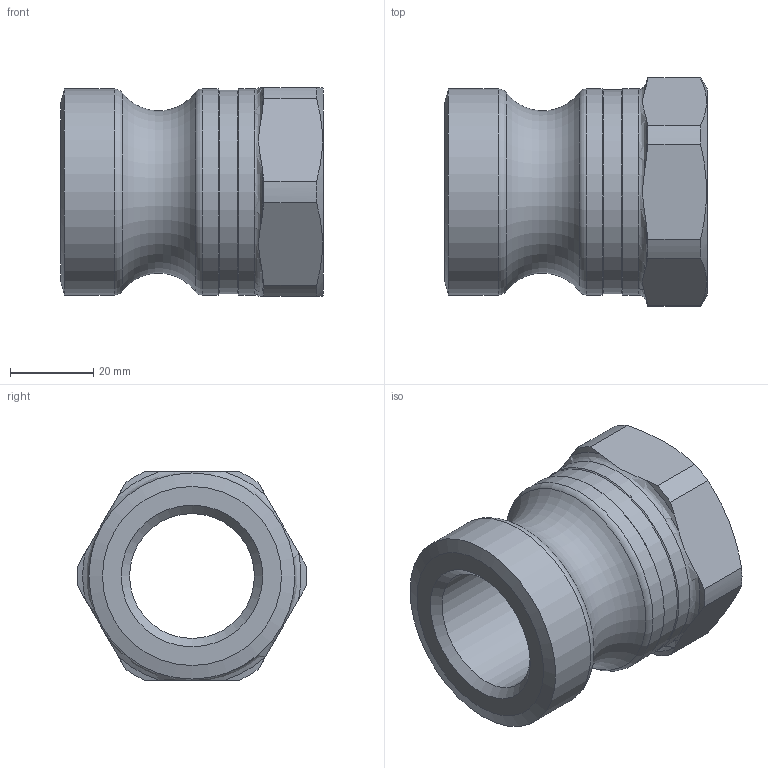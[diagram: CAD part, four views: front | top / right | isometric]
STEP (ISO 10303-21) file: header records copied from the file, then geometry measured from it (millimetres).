
FILE_DESCRIPTION(/* description */ ('INNENGEWINDESTECKER G 1"'),/* implementation_level */ '2;1');
FILE_NAME(/* name */ 'vig_10_35_n.stp',/* time_stamp */ '2020-04-20T07:59:59+02:00',/* author */ ('ertl'),/* organization */ (''),/* preprocessor_version */ 'ST-DEVELOPER v17',/* originating_system */ 'Autodesk Inventor 2018',/* authorisation */ '69036,47 mm^3');
FILE_SCHEMA (('AUTOMOTIVE_DESIGN { 1 0 10303 214 3 1 1 }'));
Length unit declared in the file: millimetre
Products named in the file (1): 20051008B0000078-00
Bounding box: 63 x 54.99 x 50 mm (x, y, z)
Volume: 68872.9 mm3; surface area: 18335.8 mm2
Topology: 1 solids, 1 shells, 37 faces, 108 edges, 74 vertices
Faces by surface type: cone 12, cylinder 12, plane 9, torus 4
Full cylindrical faces by diameter (mm): 30 x1, 30.291 x1, 49 x1, 49.5 x3
Entity records: 1384 total; most frequent: CARTESIAN_POINT 316, DIRECTION 218, ORIENTED_EDGE 216, EDGE_CURVE 108, AXIS2_PLACEMENT_3D 97, VERTEX_POINT 74, CIRCLE 59, EDGE_LOOP 40
